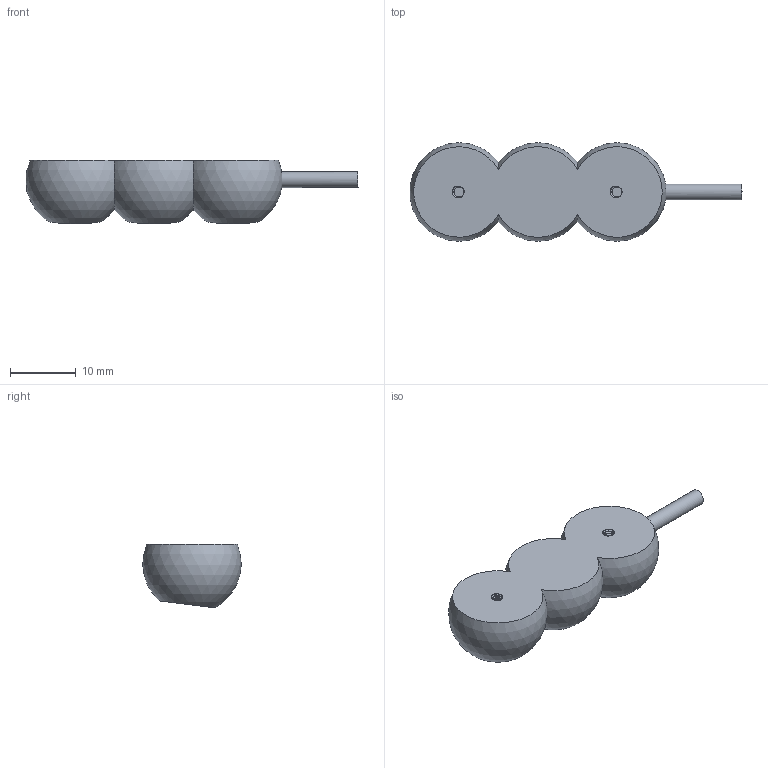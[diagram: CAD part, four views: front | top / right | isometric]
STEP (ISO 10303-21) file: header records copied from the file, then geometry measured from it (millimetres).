
FILE_DESCRIPTION(('FreeCAD Model'),'2;1');
FILE_NAME('Open CASCADE Shape Model','2025-02-18T12:58:30',(''),(''), 'Open CASCADE STEP processor 7.6','FreeCAD','Unknown');
FILE_SCHEMA(('AUTOMOTIVE_DESIGN { 1 0 10303 214 1 1 1 1 }'));
Length unit declared in the file: millimetre
Products named in the file (1): Body002
Bounding box: 50.45 x 15 x 9.65 mm (x, y, z)
Volume: 3737.6 mm3; surface area: 1896.5 mm2
Topology: 1 solids, 1 shells, 129 faces, 262 edges, 142 vertices
Faces by surface type: bspline 82, cylinder 32, plane 12, sphere 3
Full cylindrical faces by diameter (mm): 1.567 x24, 2.4 x1, 8.2 x3
Entity records: 25084 total; most frequent: CARTESIAN_POINT 20583, DIRECTION 547, ORIENTED_EDGE 524, PCURVE 524, DEFINITIONAL_REPRESENTATION 524, LINE 376, VECTOR 376, B_SPLINE_CURVE_WITH_KNOTS 300
